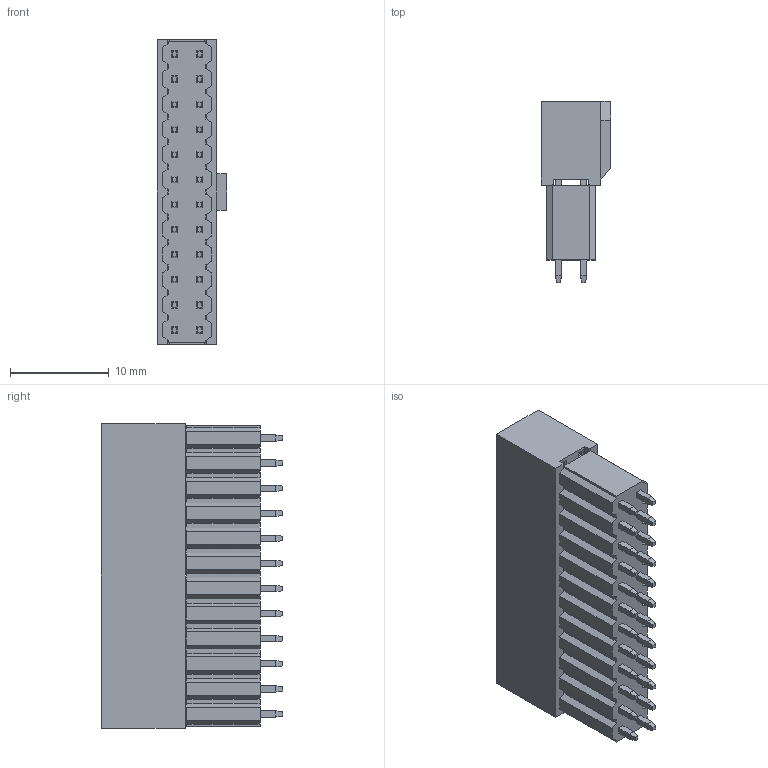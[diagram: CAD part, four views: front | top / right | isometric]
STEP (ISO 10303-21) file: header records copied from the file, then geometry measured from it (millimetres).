
FILE_DESCRIPTION( ('This file contains a STEP AP42 implementation' ,'as created by ZW3D STEP Interface translator.') ,'2;1' );
FILE_NAME( '2185DF3-2XXSXXCYNX1.stp' ,'23 5 5.105027', (''), ('ZWCAD Software Co.'), 'Version 1.0', 'ZW3D to STEP translator', '' );
FILE_SCHEMA(('AUTOMOTIVE_DESIGN { 1 0 10303 214 1 1 1 1 }'));
Length unit declared in the file: millimetre
Products named in the file (2): 0; 2185DF3-220SXXCYNX1
Bounding box: 7 x 18.35 x 30.88 mm (x, y, z)
Volume: 2445.2 mm3; surface area: 3679 mm2
Topology: 1 solids, 1 shells, 2328 faces, 7596 edges, 5032 vertices
Faces by surface type: plane 1630, cylinder 626, bspline 72
Entity records: 105938 total; most frequent: CARTESIAN_POINT 48161, ORIENTED_EDGE 15192, EDGE_CURVE 7596, DIRECTION 6398, B_SPLINE_CURVE_WITH_KNOTS 6000, VERTEX_POINT 5032, AXIS2_PLACEMENT_3D 2545, EDGE_LOOP 2520
